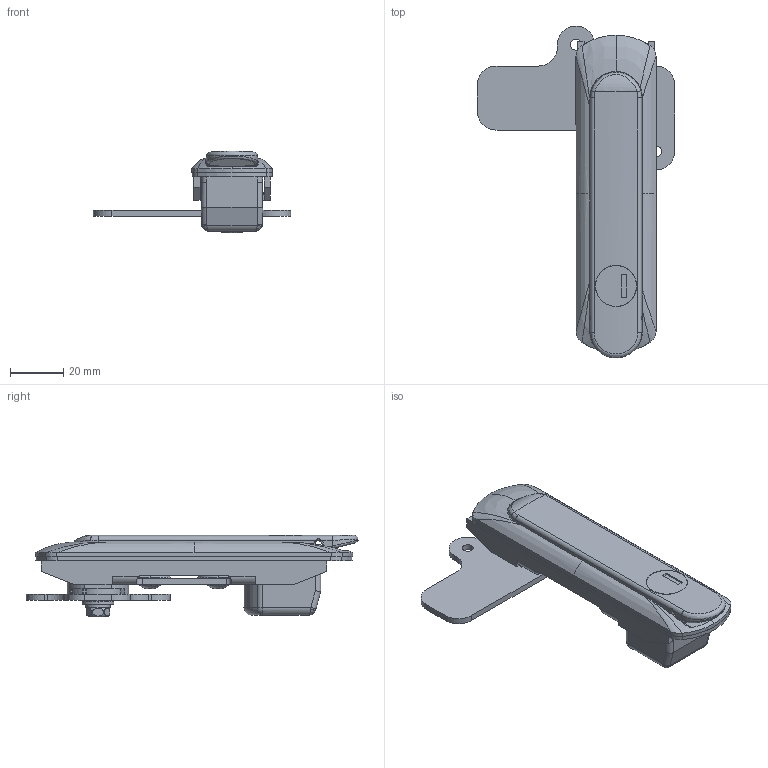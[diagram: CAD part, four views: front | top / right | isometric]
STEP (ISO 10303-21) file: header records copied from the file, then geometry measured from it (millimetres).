
FILE_DESCRIPTION (( 'STEP AP203' ), '1' );
FILE_NAME ('A-464-C-2-1-TAK60.STEP', '2016-03-23T02:20:06', ( '' ), ( '' ), 'SwSTEP 2.0', 'SolidWorks 2012', '' );
FILE_SCHEMA (( 'CONFIG_CONTROL_DESIGN' ));
Length unit declared in the file: millimetre
Products named in the file (15): A-464-C-2-1-TAK60; AC-25-E-4S_; ダミーローター__#TAK60-4_; A-464-C-2パッキン; 廫帤寠晅側傋偹偠M4_M4亊10; スプリングワッシャーM4_JIS B 1251 No.2 5; 廫帤寠晅偒榋妏儃儖僩M5_M5亊10; スプリングワッシャーM5_JIS B 1251 No.2 5; 暯儚僢僔儍乕M5暲娵_M5-冇12亊冇5.3亊t0.8; A-464-C-2取付板; A-464-C-2僴儞僪儖_岞; A-464-C-2僗僩僢僷乕_岞; A-464-2軸ピン_公; A-464-2回転軸_公; A-464-C-2本体_公
Assembly tree (16 placements, depth 2):
  A-464-C-2-1-TAK60
    A-464-C-2本体_公
    A-464-2回転軸_公
    A-464-2軸ピン_公
    A-464-C-2僗僩僢僷乕_岞
    A-464-C-2僴儞僪儖_岞
    A-464-C-2取付板
    暯儚僢僔儍乕M5暲娵_M5-冇12亊冇5.3亊t0.8
    スプリングワッシャーM5_JIS B 1251 No.2 5
    廫帤寠晅偒榋妏儃儖僩M5_M5亊10
    スプリングワッシャーM4_JIS B 1251 No.2 5  x2
    廫帤寠晅側傋偹偠M4_M4亊10  x2
    A-464-C-2パッキン
    ダミーローター__#TAK60-4_
    AC-25-E-4S_
Bounding box: 74 x 124.5 x 30.6 mm (x, y, z)
Volume: 53546.5 mm3; surface area: 41012 mm2
Topology: 16 solids, 16 shells, 532 faces, 1338 edges, 845 vertices
Faces by surface type: plane 229, cylinder 224, bspline 34, torus 30, sphere 13, cone 2
Entity records: 18851 total; most frequent: CARTESIAN_POINT 5189, DIRECTION 2538, ORIENTED_EDGE 2516, EDGE_CURVE 1258, AXIS2_PLACEMENT_3D 945, VERTEX_POINT 799, VECTOR 648, LINE 648
